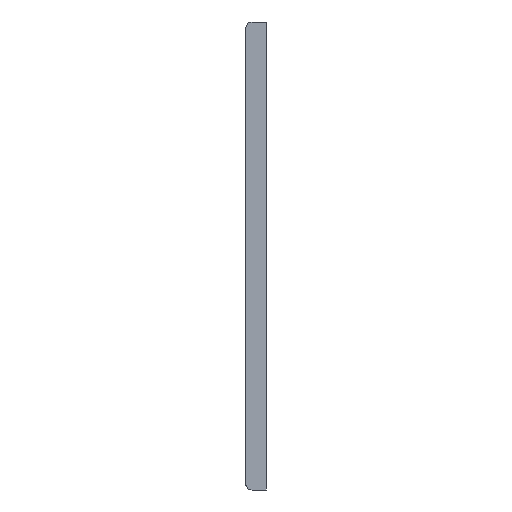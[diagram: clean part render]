
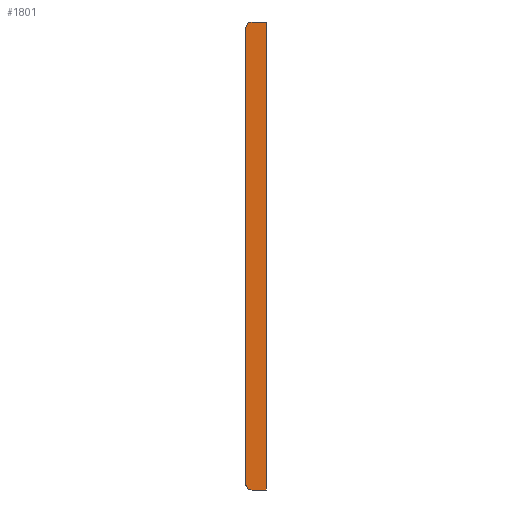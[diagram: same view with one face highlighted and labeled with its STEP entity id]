
A CAD part, left-side view. The second image highlights one B-rep face of the part: STEP entity #1801.
In plain terms, the highlighted planar face has unit normal (-1, 0, 0).
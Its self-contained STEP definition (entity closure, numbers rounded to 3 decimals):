
#88=CIRCLE('',#1956,0.75);
#97=CIRCLE('',#1975,0.75);
#149=PLANE('',#1974);
#227=FACE_OUTER_BOUND('',#337,.T.);
#337=EDGE_LOOP('',(#1508,#1509,#1510,#1511,#1512,#1513));
#461=LINE('',#2866,#638);
#480=LINE('',#2925,#657);
#496=LINE('',#2970,#673);
#518=LINE('',#3031,#695);
#638=VECTOR('',#2248,10.);
#657=VECTOR('',#2309,10.);
#673=VECTOR('',#2351,10.);
#695=VECTOR('',#2413,10.);
#832=VERTEX_POINT('',#2863);
#833=VERTEX_POINT('',#2865);
#851=VERTEX_POINT('',#2922);
#852=VERTEX_POINT('',#2924);
#868=VERTEX_POINT('',#2969);
#887=VERTEX_POINT('',#3030);
#1032=EDGE_CURVE('',#832,#833,#461,.T.);
#1062=EDGE_CURVE('',#851,#852,#480,.T.);
#1086=EDGE_CURVE('',#852,#868,#496,.T.);
#1088=EDGE_CURVE('',#868,#832,#88,.T.);
#1117=EDGE_CURVE('',#851,#887,#518,.T.);
#1118=EDGE_CURVE('',#833,#887,#97,.T.);
#1508=ORIENTED_EDGE('',*,*,#1088,.F.);
#1509=ORIENTED_EDGE('',*,*,#1086,.F.);
#1510=ORIENTED_EDGE('',*,*,#1062,.F.);
#1511=ORIENTED_EDGE('',*,*,#1117,.T.);
#1512=ORIENTED_EDGE('',*,*,#1118,.F.);
#1513=ORIENTED_EDGE('',*,*,#1032,.F.);
#1801=ADVANCED_FACE('',(#227),#149,.T.);
#1956=AXIS2_PLACEMENT_3D('',#2973,#2355,#2356);
#1974=AXIS2_PLACEMENT_3D('',#3029,#2411,#2412);
#1975=AXIS2_PLACEMENT_3D('',#3032,#2414,#2415);
#2248=DIRECTION('',(0.,0.,1.));
#2309=DIRECTION('',(0.,0.,-1.));
#2351=DIRECTION('',(0.,1.,0.));
#2355=DIRECTION('center_axis',(1.,0.,0.));
#2356=DIRECTION('ref_axis',(0.,0.707,-0.707));
#2411=DIRECTION('center_axis',(-1.,0.,0.));
#2412=DIRECTION('ref_axis',(0.,0.,1.));
#2413=DIRECTION('',(0.,1.,0.));
#2414=DIRECTION('center_axis',(1.,0.,0.));
#2415=DIRECTION('ref_axis',(0.,0.707,0.707));
#2863=CARTESIAN_POINT('',(-28.897,2.45,-36.345));
#2865=CARTESIAN_POINT('',(-28.897,2.45,17.955));
#2866=CARTESIAN_POINT('',(-28.897,2.45,18.705));
#2922=CARTESIAN_POINT('',(-28.897,0.,18.705));
#2924=CARTESIAN_POINT('',(-28.897,0.,-37.095));
#2925=CARTESIAN_POINT('',(-28.897,0.,18.705));
#2969=CARTESIAN_POINT('',(-28.897,1.7,-37.095));
#2970=CARTESIAN_POINT('',(-28.897,0.,-37.095));
#2973=CARTESIAN_POINT('Origin',(-28.897,1.7,-36.345));
#3029=CARTESIAN_POINT('Origin',(-28.897,0.,-37.095));
#3030=CARTESIAN_POINT('',(-28.897,1.7,18.705));
#3031=CARTESIAN_POINT('',(-28.897,0.,18.705));
#3032=CARTESIAN_POINT('Origin',(-28.897,1.7,17.955));
